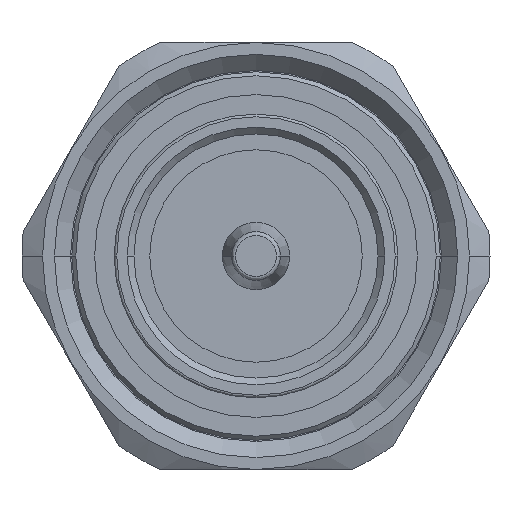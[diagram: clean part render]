
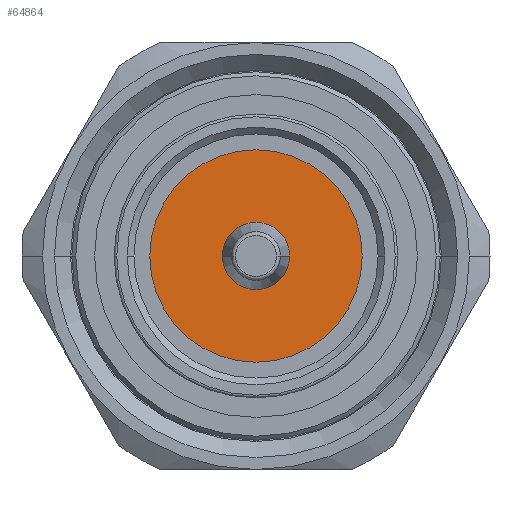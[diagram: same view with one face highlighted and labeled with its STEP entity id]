
A CAD part, left-side view. The second image highlights one B-rep face of the part: STEP entity #64864.
In plain terms, the highlighted planar face has unit normal (-1, 0, 0).
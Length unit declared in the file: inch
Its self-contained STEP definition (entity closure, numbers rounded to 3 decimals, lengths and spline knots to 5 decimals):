
#441 = VERTEX_POINT ( 'NONE', #25069 ) ;
#629 = ORIENTED_EDGE ( 'NONE', *, *, #12415, .T. ) ;
#826 = DIRECTION ( 'NONE',  ( 0., 0., -1. ) ) ;
#871 = FACE_OUTER_BOUND ( 'NONE', #61453, .T. ) ;
#894 = CARTESIAN_POINT ( 'NONE',  ( 0.18228, 0., 0. ) ) ;
#5142 = CARTESIAN_POINT ( 'NONE',  ( 0.18228, 0., 0. ) ) ;
#5151 = CARTESIAN_POINT ( 'NONE',  ( 0.18228, 0., -0.31102 ) ) ;
#12415 = EDGE_CURVE ( 'NONE', #53304, #59424, #65026, .T. ) ;
#12955 = CARTESIAN_POINT ( 'NONE',  ( 0.18228, 0., 0. ) ) ;
#17137 = CIRCLE ( 'NONE', #53162, 0.31102 ) ;
#23309 = DIRECTION ( 'NONE',  ( 0., 0., -1. ) ) ;
#24411 = CARTESIAN_POINT ( 'NONE',  ( 0.18228, 0., 0.31102 ) ) ;
#25069 = CARTESIAN_POINT ( 'NONE',  ( 0.18228, 0., -0.09843 ) ) ;
#26832 = CIRCLE ( 'NONE', #47417, 0.09843 ) ;
#29177 = ORIENTED_EDGE ( 'NONE', *, *, #35756, .F. ) ;
#29733 = EDGE_CURVE ( 'NONE', #441, #38131, #26832, .T. ) ;
#33410 = DIRECTION ( 'NONE',  ( 0., 0., -1. ) ) ;
#35756 = EDGE_CURVE ( 'NONE', #441, #38131, #61562, .T. ) ;
#36783 = DIRECTION ( 'NONE',  ( -1., 0., 0. ) ) ;
#37531 = DIRECTION ( 'NONE',  ( 1., 0., 0. ) ) ;
#37916 = CARTESIAN_POINT ( 'NONE',  ( 0.18228, 0., 0. ) ) ;
#38131 = VERTEX_POINT ( 'NONE', #57675 ) ;
#41416 = ORIENTED_EDGE ( 'NONE', *, *, #29733, .T. ) ;
#44298 = CARTESIAN_POINT ( 'NONE',  ( 0.18228, 0., 0. ) ) ;
#46170 = AXIS2_PLACEMENT_3D ( 'NONE', #5142, #79333, #23309 ) ;
#47417 = AXIS2_PLACEMENT_3D ( 'NONE', #894, #67028, #62554 ) ;
#48117 = EDGE_LOOP ( 'NONE', ( #41416, #29177 ) ) ;
#53162 = AXIS2_PLACEMENT_3D ( 'NONE', #37916, #37531, #826 ) ;
#53304 = VERTEX_POINT ( 'NONE', #5151 ) ;
#54710 = ORIENTED_EDGE ( 'NONE', *, *, #75517, .F. ) ;
#56383 = DIRECTION ( 'NONE',  ( -1., 0., 0. ) ) ;
#56610 = AXIS2_PLACEMENT_3D ( 'NONE', #12955, #36783, #60949 ) ;
#57675 = CARTESIAN_POINT ( 'NONE',  ( 0.18228, 0., 0.09843 ) ) ;
#59424 = VERTEX_POINT ( 'NONE', #24411 ) ;
#60949 = DIRECTION ( 'NONE',  ( 0., 0., 1. ) ) ;
#61453 = EDGE_LOOP ( 'NONE', ( #629, #54710 ) ) ;
#61562 = CIRCLE ( 'NONE', #46170, 0.09843 ) ;
#62530 = PLANE ( 'NONE',  #56610 ) ;
#62554 = DIRECTION ( 'NONE',  ( 0., 0., -1. ) ) ;
#64864 = ADVANCED_FACE ( 'NONE', ( #67816, #871 ), #62530, .T. ) ;
#65026 = CIRCLE ( 'NONE', #77923, 0.31102 ) ;
#67028 = DIRECTION ( 'NONE',  ( 1., 0., 0. ) ) ;
#67816 = FACE_BOUND ( 'NONE', #48117, .T. ) ;
#75517 = EDGE_CURVE ( 'NONE', #53304, #59424, #17137, .T. ) ;
#77923 = AXIS2_PLACEMENT_3D ( 'NONE', #44298, #56383, #33410 ) ;
#79333 = DIRECTION ( 'NONE',  ( -1., 0., 0. ) ) ;
